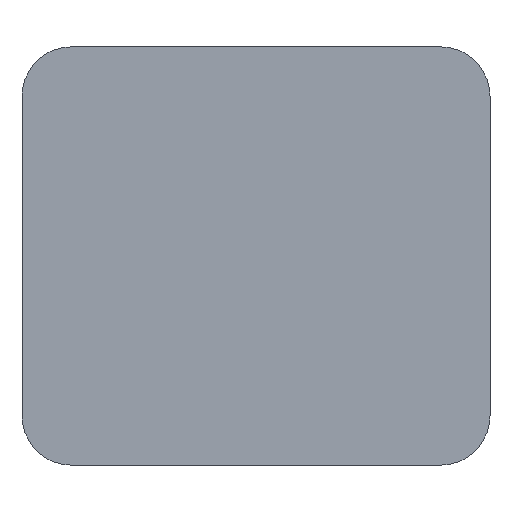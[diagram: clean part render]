
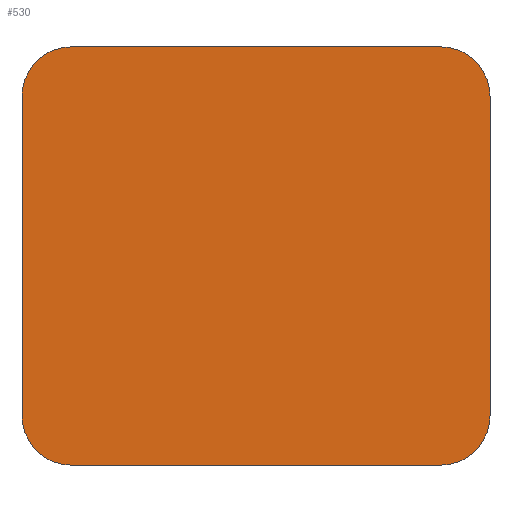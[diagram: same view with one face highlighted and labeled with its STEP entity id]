
A CAD part, front view. The second image highlights one B-rep face of the part: STEP entity #530.
In plain terms, the highlighted planar face has unit normal (0, -1, 0).
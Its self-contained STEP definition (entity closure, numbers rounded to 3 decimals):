
#1 = DIRECTION ( 'NONE',  ( 1., 0., 0. ) ) ;
#10 = ORIENTED_EDGE ( 'NONE', *, *, #968, .T. ) ;
#14 = CARTESIAN_POINT ( 'NONE',  ( -37.404, -517.658, -42.364 ) ) ;
#55 = ORIENTED_EDGE ( 'NONE', *, *, #995, .T. ) ;
#57 = CARTESIAN_POINT ( 'NONE',  ( 47.404, -517.658, 32.364 ) ) ;
#86 = CARTESIAN_POINT ( 'NONE',  ( -47.404, -517.658, 32.364 ) ) ;
#95 = CARTESIAN_POINT ( 'NONE',  ( -47.404, -517.658, 32.364 ) ) ;
#134 = EDGE_LOOP ( 'NONE', ( #760, #945, #569, #10, #831, #55, #393, #206 ) ) ;
#150 = DIRECTION ( 'NONE',  ( 0., 0., -1. ) ) ;
#164 = VECTOR ( 'NONE', #771, 1000. ) ;
#166 = LINE ( 'NONE', #95, #391 ) ;
#177 = CARTESIAN_POINT ( 'NONE',  ( -37.404, -517.658, 32.364 ) ) ;
#180 = FACE_OUTER_BOUND ( 'NONE', #134, .T. ) ;
#206 = ORIENTED_EDGE ( 'NONE', *, *, #344, .T. ) ;
#222 = CARTESIAN_POINT ( 'NONE',  ( 47.404, -517.658, -32.364 ) ) ;
#223 = VERTEX_POINT ( 'NONE', #57 ) ;
#243 = DIRECTION ( 'NONE',  ( 0., -1., 0. ) ) ;
#251 = DIRECTION ( 'NONE',  ( 0., -1., 0. ) ) ;
#252 = EDGE_CURVE ( 'NONE', #753, #531, #256, .T. ) ;
#256 = CIRCLE ( 'NONE', #827, 10. ) ;
#264 = DIRECTION ( 'NONE',  ( -1., 0., 0. ) ) ;
#273 = CARTESIAN_POINT ( 'NONE',  ( -37.404, -517.658, 42.364 ) ) ;
#287 = VERTEX_POINT ( 'NONE', #720 ) ;
#298 = CARTESIAN_POINT ( 'NONE',  ( -37.404, -517.658, -32.364 ) ) ;
#338 = CIRCLE ( 'NONE', #830, 10. ) ;
#344 = EDGE_CURVE ( 'NONE', #509, #223, #392, .T. ) ;
#391 = VECTOR ( 'NONE', #150, 1000. ) ;
#392 = LINE ( 'NONE', #222, #450 ) ;
#393 = ORIENTED_EDGE ( 'NONE', *, *, #897, .T. ) ;
#405 = LINE ( 'NONE', #957, #164 ) ;
#420 = PLANE ( 'NONE',  #503 ) ;
#422 = CIRCLE ( 'NONE', #798, 10. ) ;
#450 = VECTOR ( 'NONE', #944, 1000. ) ;
#464 = CARTESIAN_POINT ( 'NONE',  ( 37.404, -517.658, -42.364 ) ) ;
#482 = LINE ( 'NONE', #793, #813 ) ;
#503 = AXIS2_PLACEMENT_3D ( 'NONE', #712, #251, #959 ) ;
#509 = VERTEX_POINT ( 'NONE', #692 ) ;
#530 = ADVANCED_FACE ( 'NONE', ( #180 ), #420, .T. ) ;
#531 = VERTEX_POINT ( 'NONE', #14 ) ;
#547 = DIRECTION ( 'NONE',  ( 0., -1., 0. ) ) ;
#569 = ORIENTED_EDGE ( 'NONE', *, *, #1000, .T. ) ;
#664 = CIRCLE ( 'NONE', #716, 10. ) ;
#674 = VERTEX_POINT ( 'NONE', #273 ) ;
#684 = DIRECTION ( 'NONE',  ( 0., -1., 0. ) ) ;
#692 = CARTESIAN_POINT ( 'NONE',  ( 47.404, -517.658, -32.364 ) ) ;
#702 = DIRECTION ( 'NONE',  ( 0., -1., 0. ) ) ;
#712 = CARTESIAN_POINT ( 'NONE',  ( 37.404, -517.658, 32.364 ) ) ;
#716 = AXIS2_PLACEMENT_3D ( 'NONE', #787, #243, #870 ) ;
#720 = CARTESIAN_POINT ( 'NONE',  ( 37.404, -517.658, 42.364 ) ) ;
#753 = VERTEX_POINT ( 'NONE', #981 ) ;
#760 = ORIENTED_EDGE ( 'NONE', *, *, #965, .T. ) ;
#771 = DIRECTION ( 'NONE',  ( 1., 0., 0. ) ) ;
#775 = CARTESIAN_POINT ( 'NONE',  ( 37.404, -517.658, -32.364 ) ) ;
#787 = CARTESIAN_POINT ( 'NONE',  ( 37.404, -517.658, 32.364 ) ) ;
#793 = CARTESIAN_POINT ( 'NONE',  ( 37.404, -517.658, 42.364 ) ) ;
#798 = AXIS2_PLACEMENT_3D ( 'NONE', #775, #547, #943 ) ;
#813 = VECTOR ( 'NONE', #264, 1000. ) ;
#815 = EDGE_CURVE ( 'NONE', #287, #674, #482, .T. ) ;
#827 = AXIS2_PLACEMENT_3D ( 'NONE', #298, #684, #1 ) ;
#830 = AXIS2_PLACEMENT_3D ( 'NONE', #177, #702, #931 ) ;
#831 = ORIENTED_EDGE ( 'NONE', *, *, #252, .T. ) ;
#870 = DIRECTION ( 'NONE',  ( 1., 0., 0. ) ) ;
#897 = EDGE_CURVE ( 'NONE', #951, #509, #422, .T. ) ;
#931 = DIRECTION ( 'NONE',  ( 1., 0., 0. ) ) ;
#943 = DIRECTION ( 'NONE',  ( 1., 0., 0. ) ) ;
#944 = DIRECTION ( 'NONE',  ( 0., 0., 1. ) ) ;
#945 = ORIENTED_EDGE ( 'NONE', *, *, #815, .T. ) ;
#951 = VERTEX_POINT ( 'NONE', #464 ) ;
#957 = CARTESIAN_POINT ( 'NONE',  ( -37.404, -517.658, -42.364 ) ) ;
#959 = DIRECTION ( 'NONE',  ( 1., 0., 0. ) ) ;
#965 = EDGE_CURVE ( 'NONE', #223, #287, #664, .T. ) ;
#968 = EDGE_CURVE ( 'NONE', #1002, #753, #166, .T. ) ;
#981 = CARTESIAN_POINT ( 'NONE',  ( -47.404, -517.658, -32.364 ) ) ;
#995 = EDGE_CURVE ( 'NONE', #531, #951, #405, .T. ) ;
#1000 = EDGE_CURVE ( 'NONE', #674, #1002, #338, .T. ) ;
#1002 = VERTEX_POINT ( 'NONE', #86 ) ;
